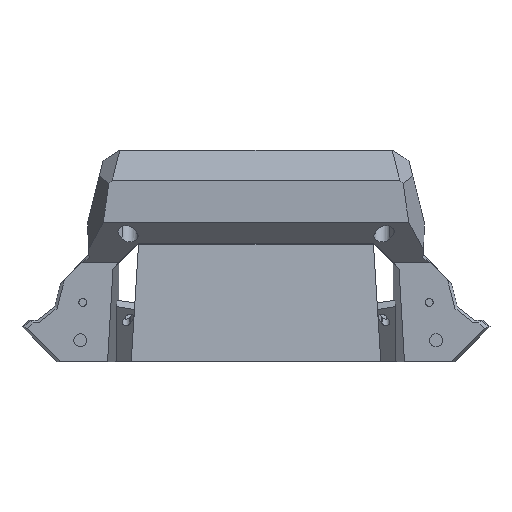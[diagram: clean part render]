
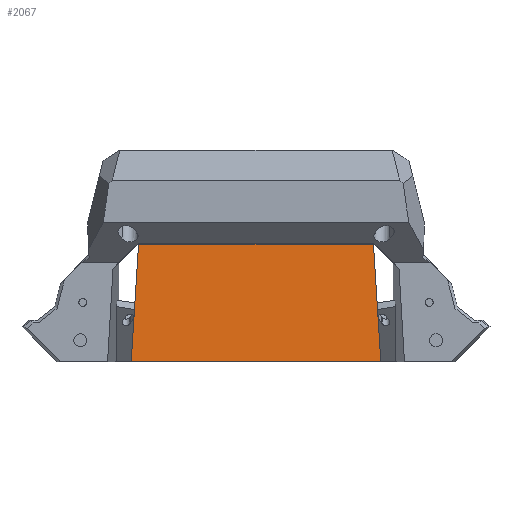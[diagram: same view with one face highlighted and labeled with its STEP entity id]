
A CAD part, front view. The second image highlights one B-rep face of the part: STEP entity #2067.
In plain terms, the highlighted planar face has unit normal (0, -0.998, 0.062).
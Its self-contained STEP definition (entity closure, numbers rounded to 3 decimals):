
#46 = PLANE ( 'NONE',  #6524 ) ;
#52 = LINE ( 'NONE', #1666, #6589 ) ;
#317 = LINE ( 'NONE', #2440, #6551 ) ;
#487 = EDGE_CURVE ( 'NONE', #6821, #4432, #317, .T. ) ;
#655 = DIRECTION ( 'NONE',  ( 0., 0.998, -0.062 ) ) ;
#1154 = FACE_OUTER_BOUND ( 'NONE', #6280, .T. ) ;
#1519 = LINE ( 'NONE', #4285, #6009 ) ;
#1572 = LINE ( 'NONE', #3762, #5591 ) ;
#1654 = VERTEX_POINT ( 'NONE', #2043 ) ;
#1666 = CARTESIAN_POINT ( 'NONE',  ( 6.835, -109.331, 33.627 ) ) ;
#1941 = DIRECTION ( 'NONE',  ( -1., 0., 0. ) ) ;
#2043 = CARTESIAN_POINT ( 'NONE',  ( 96.983, -109.331, 33.627 ) ) ;
#2067 = ADVANCED_FACE ( 'NONE', ( #1154 ), #46, .F. ) ;
#2205 = CARTESIAN_POINT ( 'NONE',  ( 103.009, -109.331, 33.627 ) ) ;
#2440 = CARTESIAN_POINT ( 'NONE',  ( 103.009, -106.695, 75.99 ) ) ;
#3245 = DIRECTION ( 'NONE',  ( -0.062, 0.062, 0.996 ) ) ;
#3262 = ORIENTED_EDGE ( 'NONE', *, *, #5793, .F. ) ;
#3313 = DIRECTION ( 'NONE',  ( -1., 0., 0. ) ) ;
#3321 = DIRECTION ( 'NONE',  ( 0.062, 0.062, 0.996 ) ) ;
#3762 = CARTESIAN_POINT ( 'NONE',  ( 103.009, -109.331, 33.627 ) ) ;
#4091 = EDGE_CURVE ( 'NONE', #1654, #6821, #1519, .T. ) ;
#4141 = EDGE_CURVE ( 'NONE', #5005, #4432, #52, .T. ) ;
#4285 = CARTESIAN_POINT ( 'NONE',  ( 96.983, -109.331, 33.627 ) ) ;
#4432 = VERTEX_POINT ( 'NONE', #6411 ) ;
#5005 = VERTEX_POINT ( 'NONE', #6708 ) ;
#5404 = ORIENTED_EDGE ( 'NONE', *, *, #4141, .F. ) ;
#5591 = VECTOR ( 'NONE', #5963, 1000. ) ;
#5793 = EDGE_CURVE ( 'NONE', #1654, #5005, #1572, .T. ) ;
#5858 = ORIENTED_EDGE ( 'NONE', *, *, #4091, .T. ) ;
#5963 = DIRECTION ( 'NONE',  ( -1., 0., 0. ) ) ;
#6009 = VECTOR ( 'NONE', #3245, 1000. ) ;
#6254 = ORIENTED_EDGE ( 'NONE', *, *, #487, .T. ) ;
#6280 = EDGE_LOOP ( 'NONE', ( #3262, #5858, #6254, #5404 ) ) ;
#6411 = CARTESIAN_POINT ( 'NONE',  ( 9.471, -106.695, 75.99 ) ) ;
#6524 = AXIS2_PLACEMENT_3D ( 'NONE', #2205, #655, #3313 ) ;
#6551 = VECTOR ( 'NONE', #1941, 1000. ) ;
#6589 = VECTOR ( 'NONE', #3321, 1000. ) ;
#6708 = CARTESIAN_POINT ( 'NONE',  ( 6.835, -109.331, 33.627 ) ) ;
#6765 = CARTESIAN_POINT ( 'NONE',  ( 94.347, -106.695, 75.99 ) ) ;
#6821 = VERTEX_POINT ( 'NONE', #6765 ) ;
